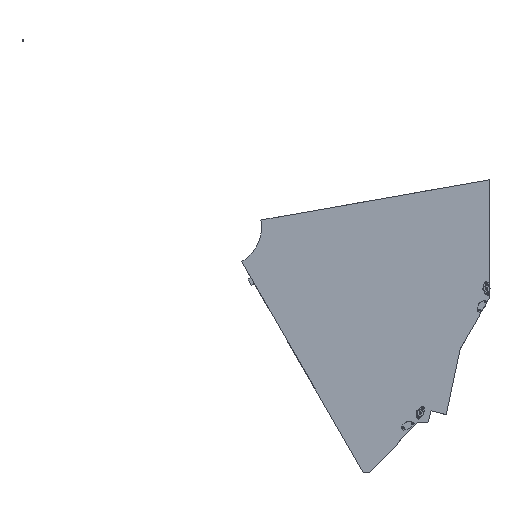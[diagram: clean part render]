
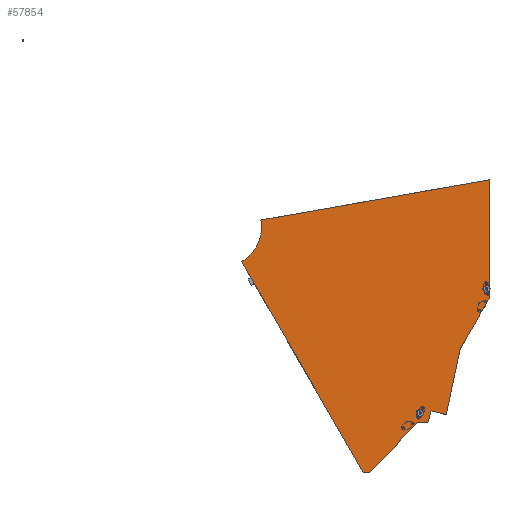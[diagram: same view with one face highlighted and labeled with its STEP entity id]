
A CAD part, top view. The second image highlights one B-rep face of the part: STEP entity #57854.
In plain terms, the highlighted face is planar.
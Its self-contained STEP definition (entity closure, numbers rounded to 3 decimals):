
#255 = DIRECTION ( 'NONE',  ( 1., 0., 0. ) ) ;
#1513 = AXIS2_PLACEMENT_3D ( 'NONE', #32854, #82767, #39998 ) ;
#2218 = CARTESIAN_POINT ( 'NONE',  ( 6205.455, -10025., -3161.837 ) ) ;
#3147 = EDGE_CURVE ( 'NONE', #70640, #64989, #52857, .T. ) ;
#3637 = CARTESIAN_POINT ( 'NONE',  ( 0., -10025., 0. ) ) ;
#6352 = ORIENTED_EDGE ( 'NONE', *, *, #39744, .T. ) ;
#8119 = EDGE_CURVE ( 'NONE', #50328, #27009, #52627, .T. ) ;
#9065 = VECTOR ( 'NONE', #89122, 1000. ) ;
#9685 = DIRECTION ( 'NONE',  ( 0.5, 0., 0.866 ) ) ;
#9929 = LINE ( 'NONE', #57700, #76834 ) ;
#10509 = FACE_OUTER_BOUND ( 'NONE', #26068, .T. ) ;
#10793 = DIRECTION ( 'NONE',  ( 1., 0., 0. ) ) ;
#12958 = EDGE_CURVE ( 'NONE', #87053, #18344, #81448, .T. ) ;
#15617 = CARTESIAN_POINT ( 'NONE',  ( 6955., -10025., 1226.354 ) ) ;
#15879 = LINE ( 'NONE', #50111, #41485 ) ;
#18344 = VERTEX_POINT ( 'NONE', #61477 ) ;
#19212 = CIRCLE ( 'NONE', #47942, 1040. ) ;
#22522 = CARTESIAN_POINT ( 'NONE',  ( 3680.608, -10025., -6375. ) ) ;
#23139 = EDGE_CURVE ( 'NONE', #40761, #92013, #92039, .T. ) ;
#24453 = VECTOR ( 'NONE', #34219, 1000. ) ;
#25346 = PLANE ( 'NONE',  #1513 ) ;
#25846 = CARTESIAN_POINT ( 'NONE',  ( 6955., -10025., 1863.587 ) ) ;
#26068 = EDGE_LOOP ( 'NONE', ( #29394, #65648, #46866, #89685, #37481, #60974, #27273, #29675, #44350, #31581, #6352, #68540 ) ) ;
#27009 = VERTEX_POINT ( 'NONE', #47443 ) ;
#27273 = ORIENTED_EDGE ( 'NONE', *, *, #91972, .T. ) ;
#28468 = CARTESIAN_POINT ( 'NONE',  ( 3851.868, -10025., -6375. ) ) ;
#29341 = DIRECTION ( 'NONE',  ( 0.208, 0., 0.978 ) ) ;
#29394 = ORIENTED_EDGE ( 'NONE', *, *, #55706, .F. ) ;
#29675 = ORIENTED_EDGE ( 'NONE', *, *, #8119, .T. ) ;
#30807 = DIRECTION ( 'NONE',  ( 0., 1., 0. ) ) ;
#31581 = ORIENTED_EDGE ( 'NONE', *, *, #23139, .F. ) ;
#32349 = DIRECTION ( 'NONE',  ( 0.985, 0., 0.174 ) ) ;
#32854 = CARTESIAN_POINT ( 'NONE',  ( -6955., -10025., 1863.587 ) ) ;
#33653 = VECTOR ( 'NONE', #9685, 1000. ) ;
#34219 = DIRECTION ( 'NONE',  ( 0.966, 0., -0.259 ) ) ;
#36720 = VECTOR ( 'NONE', #50000, 1000. ) ;
#37481 = ORIENTED_EDGE ( 'NONE', *, *, #41191, .T. ) ;
#38356 = DIRECTION ( 'NONE',  ( 1., 0., 0. ) ) ;
#39177 = CARTESIAN_POINT ( 'NONE',  ( 5365.163, -10025., -5091.413 ) ) ;
#39744 = EDGE_CURVE ( 'NONE', #40761, #63638, #48007, .T. ) ;
#39998 = DIRECTION ( 'NONE',  ( 0., 0., -1. ) ) ;
#40761 = VERTEX_POINT ( 'NONE', #51770 ) ;
#41191 = EDGE_CURVE ( 'NONE', #61704, #87053, #46931, .T. ) ;
#41485 = VECTOR ( 'NONE', #255, 1000. ) ;
#41738 = CARTESIAN_POINT ( 'NONE',  ( 5091.413, -10025., -5091.413 ) ) ;
#44350 = ORIENTED_EDGE ( 'NONE', *, *, #79596, .T. ) ;
#45496 = VERTEX_POINT ( 'NONE', #41738 ) ;
#45533 = CARTESIAN_POINT ( 'NONE',  ( 1040., -10025., 0. ) ) ;
#46655 = CARTESIAN_POINT ( 'NONE',  ( -2545.707, -10025., 4409.293 ) ) ;
#46866 = ORIENTED_EDGE ( 'NONE', *, *, #73194, .T. ) ;
#46931 = LINE ( 'NONE', #39177, #49109 ) ;
#47443 = CARTESIAN_POINT ( 'NONE',  ( 6955., -10025., -1863.587 ) ) ;
#47942 = AXIS2_PLACEMENT_3D ( 'NONE', #73562, #30807, #80733 ) ;
#48007 = CIRCLE ( 'NONE', #69898, 1040. ) ;
#49109 = VECTOR ( 'NONE', #67243, 1000. ) ;
#50000 = DIRECTION ( 'NONE',  ( 0.695, 0., 0.719 ) ) ;
#50111 = CARTESIAN_POINT ( 'NONE',  ( -6955., -10025., -5091.413 ) ) ;
#50328 = VERTEX_POINT ( 'NONE', #62778 ) ;
#50618 = VERTEX_POINT ( 'NONE', #56396 ) ;
#51770 = CARTESIAN_POINT ( 'NONE',  ( 1024.2, -10025., 180.594 ) ) ;
#52627 = LINE ( 'NONE', #2218, #33653 ) ;
#52857 = LINE ( 'NONE', #61048, #62852 ) ;
#53446 = DIRECTION ( 'NONE',  ( 0., 1., 0. ) ) ;
#55706 = EDGE_CURVE ( 'NONE', #70640, #50618, #63643, .T. ) ;
#56396 = CARTESIAN_POINT ( 'NONE',  ( 520., -10025., -900.666 ) ) ;
#57700 = CARTESIAN_POINT ( 'NONE',  ( 5839.431, -10025., -4882.028 ) ) ;
#57854 = ADVANCED_FACE ( 'NONE', ( #10509 ), #25346, .T. ) ;
#60398 = EDGE_CURVE ( 'NONE', #45496, #61704, #15879, .T. ) ;
#60974 = ORIENTED_EDGE ( 'NONE', *, *, #12958, .T. ) ;
#61048 = CARTESIAN_POINT ( 'NONE',  ( -6955., -10025., -6375. ) ) ;
#61477 = CARTESIAN_POINT ( 'NONE',  ( 5839.431, -10025., -4882.028 ) ) ;
#61704 = VERTEX_POINT ( 'NONE', #88688 ) ;
#62778 = CARTESIAN_POINT ( 'NONE',  ( 6205.455, -10025., -3161.837 ) ) ;
#62852 = VECTOR ( 'NONE', #38356, 1000. ) ;
#63638 = VERTEX_POINT ( 'NONE', #45533 ) ;
#63643 = LINE ( 'NONE', #46655, #9065 ) ;
#64989 = VERTEX_POINT ( 'NONE', #80338 ) ;
#65648 = ORIENTED_EDGE ( 'NONE', *, *, #3147, .T. ) ;
#67243 = DIRECTION ( 'NONE',  ( 0.259, 0., 0.966 ) ) ;
#68540 = ORIENTED_EDGE ( 'NONE', *, *, #80028, .T. ) ;
#69898 = AXIS2_PLACEMENT_3D ( 'NONE', #3637, #53446, #10793 ) ;
#70640 = VERTEX_POINT ( 'NONE', #22522 ) ;
#73194 = EDGE_CURVE ( 'NONE', #64989, #45496, #74657, .T. ) ;
#73287 = CARTESIAN_POINT ( 'NONE',  ( 5449.28, -10025., -4777.487 ) ) ;
#73562 = CARTESIAN_POINT ( 'NONE',  ( 0., -10025., 0. ) ) ;
#74657 = LINE ( 'NONE', #28468, #36720 ) ;
#75814 = DIRECTION ( 'NONE',  ( 0., 0., 1. ) ) ;
#76834 = VECTOR ( 'NONE', #29341, 1000. ) ;
#76968 = CARTESIAN_POINT ( 'NONE',  ( 5449.28, -10025., -4777.487 ) ) ;
#79557 = VECTOR ( 'NONE', #75814, 1000. ) ;
#79596 = EDGE_CURVE ( 'NONE', #27009, #92013, #81815, .T. ) ;
#80028 = EDGE_CURVE ( 'NONE', #63638, #50618, #19212, .T. ) ;
#80338 = CARTESIAN_POINT ( 'NONE',  ( 3851.868, -10025., -6375. ) ) ;
#80733 = DIRECTION ( 'NONE',  ( 1., 0., 0. ) ) ;
#81448 = LINE ( 'NONE', #76968, #24453 ) ;
#81815 = LINE ( 'NONE', #25846, #79557 ) ;
#82767 = DIRECTION ( 'NONE',  ( 0., -1., 0. ) ) ;
#82812 = CARTESIAN_POINT ( 'NONE',  ( -6426.589, -10025., -1133.181 ) ) ;
#87053 = VERTEX_POINT ( 'NONE', #73287 ) ;
#88688 = CARTESIAN_POINT ( 'NONE',  ( 5365.163, -10025., -5091.413 ) ) ;
#89122 = DIRECTION ( 'NONE',  ( -0.5, 0., 0.866 ) ) ;
#89685 = ORIENTED_EDGE ( 'NONE', *, *, #60398, .T. ) ;
#89823 = VECTOR ( 'NONE', #32349, 1000. ) ;
#91972 = EDGE_CURVE ( 'NONE', #18344, #50328, #9929, .T. ) ;
#92013 = VERTEX_POINT ( 'NONE', #15617 ) ;
#92039 = LINE ( 'NONE', #82812, #89823 ) ;
